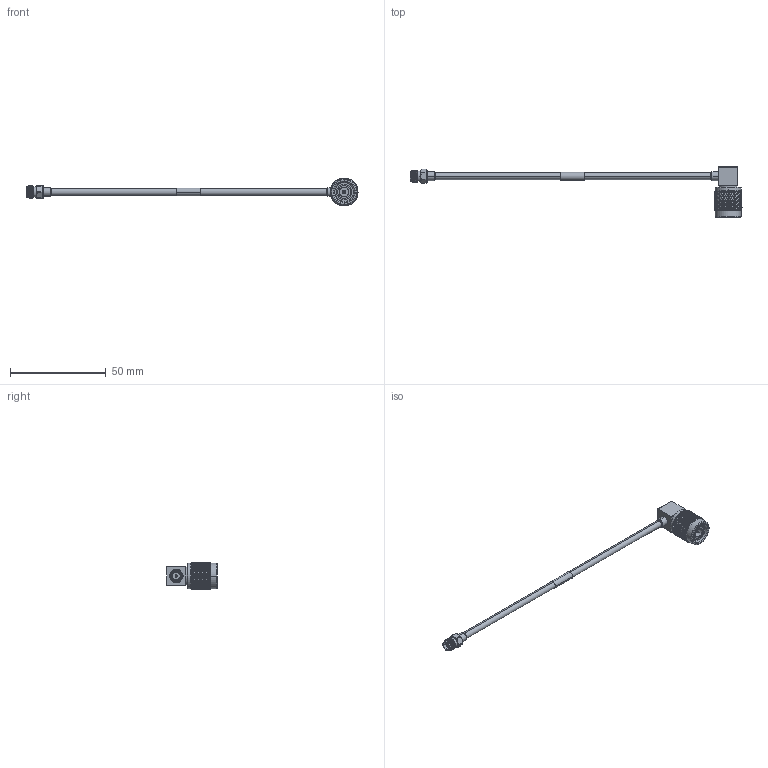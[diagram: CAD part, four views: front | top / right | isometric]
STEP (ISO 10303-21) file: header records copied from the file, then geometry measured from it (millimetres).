
FILE_DESCRIPTION (( 'STEP AP214' ), '1' );
FILE_NAME ('LCCA30431.step', '2020-05-01T19:47:18', ( '' ), ( '' ), 'SwSTEP 2.0', 'SolidWorks 2018', '' );
FILE_SCHEMA (( 'AUTOMOTIVE_DESIGN' ));
Length unit declared in the file: inch
Products named in the file (7): solder plug right^LCCA30431; LCCA30431; solder plug left^LCCA30431; 1AW01-003_.152 ID; LCCN3061; LCCN3047; LC141TB (141 FORMABLE)
Assembly tree (6 placements, depth 2):
  LCCA30431
    LC141TB (141 FORMABLE)
    LCCN3047
    solder plug left^LCCA30431
    1AW01-003_.152 ID
    LCCN3061
    solder plug right^LCCA30431
Bounding box: 173.55 x 26.49 x 14.5 mm (x, y, z)
Volume: 4691.4 mm3; surface area: 5050.7 mm2
Topology: 7 solids, 7 shells, 2726 faces, 5788 edges, 3090 vertices
Faces by surface type: bspline 2008, cylinder 602, plane 63, cone 49, sphere 4
Entity records: 105443 total; most frequent: CARTESIAN_POINT 69036, ORIENTED_EDGE 11576, EDGE_CURVE 5788, VERTEX_POINT 3090, EDGE_LOOP 2748, FACE_OUTER_BOUND 2726, ADVANCED_FACE 2726, DIRECTION 2312
